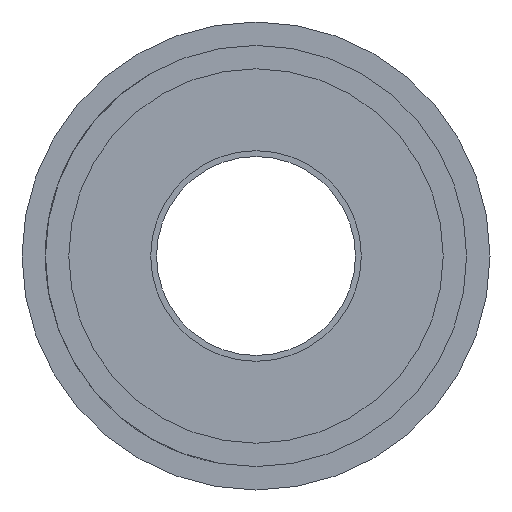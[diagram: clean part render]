
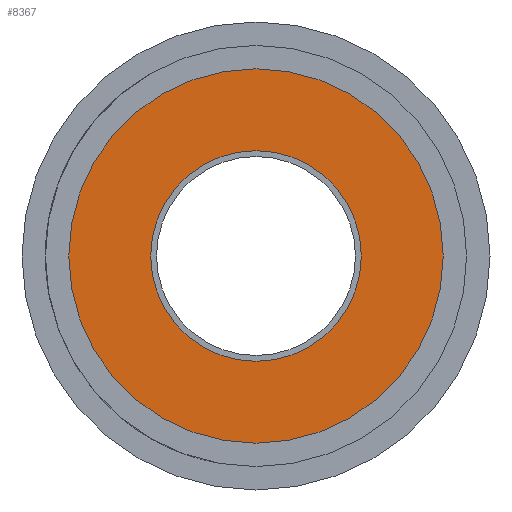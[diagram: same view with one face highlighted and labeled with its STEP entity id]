
A CAD part, left-side view. The second image highlights one B-rep face of the part: STEP entity #8367.
In plain terms, the highlighted planar face has unit normal (-1, 0, 0).
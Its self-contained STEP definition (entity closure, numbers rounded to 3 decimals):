
#720 = DIRECTION ( 'NONE',  ( 1., 0., 0. ) ) ;
#758 = EDGE_CURVE ( 'NONE', #5465, #2489, #3592, .T. ) ;
#836 = ORIENTED_EDGE ( 'NONE', *, *, #758, .F. ) ;
#1593 = CIRCLE ( 'NONE', #1873, 4.5 ) ;
#1853 = ORIENTED_EDGE ( 'NONE', *, *, #4770, .T. ) ;
#1873 = AXIS2_PLACEMENT_3D ( 'NONE', #5747, #2838, #5612 ) ;
#2071 = ORIENTED_EDGE ( 'NONE', *, *, #7040, .F. ) ;
#2149 = CARTESIAN_POINT ( 'NONE',  ( 0., 0., -4.5 ) ) ;
#2241 = EDGE_LOOP ( 'NONE', ( #836, #2071 ) ) ;
#2402 = VERTEX_POINT ( 'NONE', #5060 ) ;
#2489 = VERTEX_POINT ( 'NONE', #2149 ) ;
#2805 = EDGE_CURVE ( 'NONE', #2402, #3698, #3601, .T. ) ;
#2838 = DIRECTION ( 'NONE',  ( -1., 0., 0. ) ) ;
#2892 = CARTESIAN_POINT ( 'NONE',  ( 0., 0., 0. ) ) ;
#3268 = CIRCLE ( 'NONE', #8206, 8. ) ;
#3367 = DIRECTION ( 'NONE',  ( -1., 0., 0. ) ) ;
#3592 = CIRCLE ( 'NONE', #7382, 4.5 ) ;
#3601 = CIRCLE ( 'NONE', #4041, 8. ) ;
#3698 = VERTEX_POINT ( 'NONE', #4313 ) ;
#3720 = CARTESIAN_POINT ( 'NONE',  ( 0., 0., 0. ) ) ;
#4041 = AXIS2_PLACEMENT_3D ( 'NONE', #3720, #4822, #4948 ) ;
#4313 = CARTESIAN_POINT ( 'NONE',  ( 0., 0., 8. ) ) ;
#4770 = EDGE_CURVE ( 'NONE', #3698, #2402, #3268, .T. ) ;
#4822 = DIRECTION ( 'NONE',  ( -1., 0., 0. ) ) ;
#4948 = DIRECTION ( 'NONE',  ( 0., 0., 1. ) ) ;
#5060 = CARTESIAN_POINT ( 'NONE',  ( 0., 0., -8. ) ) ;
#5465 = VERTEX_POINT ( 'NONE', #8802 ) ;
#5491 = PLANE ( 'NONE',  #6083 ) ;
#5503 = CARTESIAN_POINT ( 'NONE',  ( 0., 0., 0. ) ) ;
#5612 = DIRECTION ( 'NONE',  ( 0., 0., 1. ) ) ;
#5747 = CARTESIAN_POINT ( 'NONE',  ( 0., 0., 0. ) ) ;
#5926 = DIRECTION ( 'NONE',  ( 0., 0., 1. ) ) ;
#6083 = AXIS2_PLACEMENT_3D ( 'NONE', #2892, #720, #6904 ) ;
#6786 = DIRECTION ( 'NONE',  ( -1., 0., 0. ) ) ;
#6904 = DIRECTION ( 'NONE',  ( 0., 0., -1. ) ) ;
#6947 = FACE_OUTER_BOUND ( 'NONE', #7248, .T. ) ;
#7040 = EDGE_CURVE ( 'NONE', #2489, #5465, #1593, .T. ) ;
#7248 = EDGE_LOOP ( 'NONE', ( #1853, #7784 ) ) ;
#7382 = AXIS2_PLACEMENT_3D ( 'NONE', #5503, #3367, #7508 ) ;
#7508 = DIRECTION ( 'NONE',  ( 0., 0., 1. ) ) ;
#7784 = ORIENTED_EDGE ( 'NONE', *, *, #2805, .T. ) ;
#8150 = CARTESIAN_POINT ( 'NONE',  ( 0., 0., 0. ) ) ;
#8206 = AXIS2_PLACEMENT_3D ( 'NONE', #8150, #6786, #5926 ) ;
#8367 = ADVANCED_FACE ( 'NONE', ( #8901, #6947 ), #5491, .F. ) ;
#8802 = CARTESIAN_POINT ( 'NONE',  ( 0., 0., 4.5 ) ) ;
#8901 = FACE_BOUND ( 'NONE', #2241, .T. ) ;
